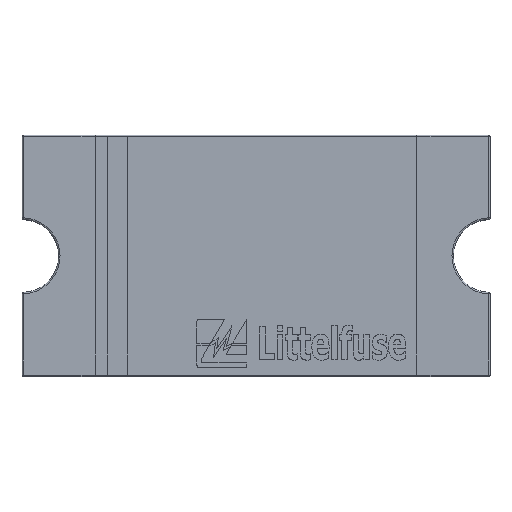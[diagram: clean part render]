
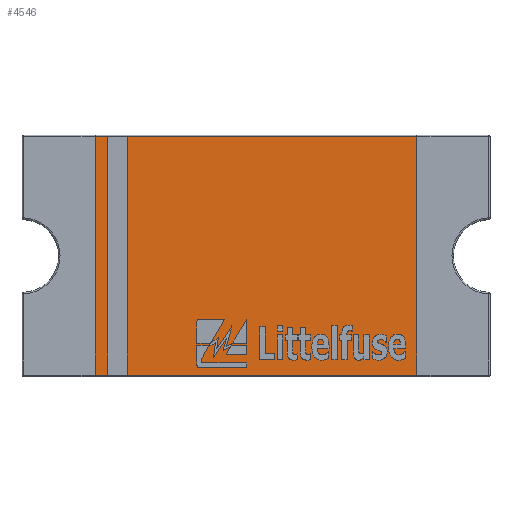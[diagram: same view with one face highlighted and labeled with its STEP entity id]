
A CAD part, top view. The second image highlights one B-rep face of the part: STEP entity #4546.
In plain terms, the highlighted planar face has unit normal (0, 0, 1).
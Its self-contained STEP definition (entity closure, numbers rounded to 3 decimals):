
#259=PLANE('',#5001);
#464=LINE('',#6517,#940);
#472=LINE('',#6538,#948);
#473=LINE('',#6541,#949);
#474=LINE('',#6542,#950);
#940=VECTOR('',#5489,10.);
#948=VECTOR('',#5511,10.);
#949=VECTOR('',#5514,10.);
#950=VECTOR('',#5515,10.);
#1456=FACE_OUTER_BOUND('',#1728,.T.);
#1728=EDGE_LOOP('',(#3385,#3386,#3387,#3388));
#2086=VERTEX_POINT('',#6514);
#2087=VERTEX_POINT('',#6516);
#2093=VERTEX_POINT('',#6536);
#2094=VERTEX_POINT('',#6540);
#2574=EDGE_CURVE('',#2086,#2087,#464,.T.);
#2585=EDGE_CURVE('',#2086,#2093,#472,.T.);
#2586=EDGE_CURVE('',#2094,#2093,#473,.T.);
#2587=EDGE_CURVE('',#2087,#2094,#474,.T.);
#3385=ORIENTED_EDGE('',*,*,#2585,.T.);
#3386=ORIENTED_EDGE('',*,*,#2586,.F.);
#3387=ORIENTED_EDGE('',*,*,#2587,.F.);
#3388=ORIENTED_EDGE('',*,*,#2574,.F.);
#4546=ADVANCED_FACE('',(#1456),#259,.T.);
#5001=AXIS2_PLACEMENT_3D('',#6539,#5512,#5513);
#5489=DIRECTION('',(0.,1.,0.));
#5511=DIRECTION('',(1.,0.,0.));
#5512=DIRECTION('center_axis',(0.,0.,1.));
#5513=DIRECTION('ref_axis',(0.,-1.,0.));
#5514=DIRECTION('',(0.,-1.,0.));
#5515=DIRECTION('',(1.,0.,0.));
#6514=CARTESIAN_POINT('',(-1.1,-0.815,1.25));
#6516=CARTESIAN_POINT('',(-1.1,0.815,1.25));
#6517=CARTESIAN_POINT('',(-1.1,0.815,1.25));
#6536=CARTESIAN_POINT('',(1.1,-0.815,1.25));
#6538=CARTESIAN_POINT('',(0.,-0.815,1.25));
#6539=CARTESIAN_POINT('Origin',(0.,0.815,1.25));
#6540=CARTESIAN_POINT('',(1.1,0.815,1.25));
#6541=CARTESIAN_POINT('',(1.1,0.815,1.25));
#6542=CARTESIAN_POINT('',(0.,0.815,1.25));
